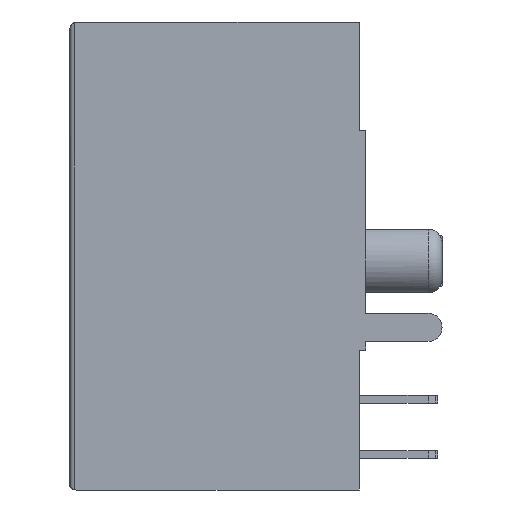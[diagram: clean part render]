
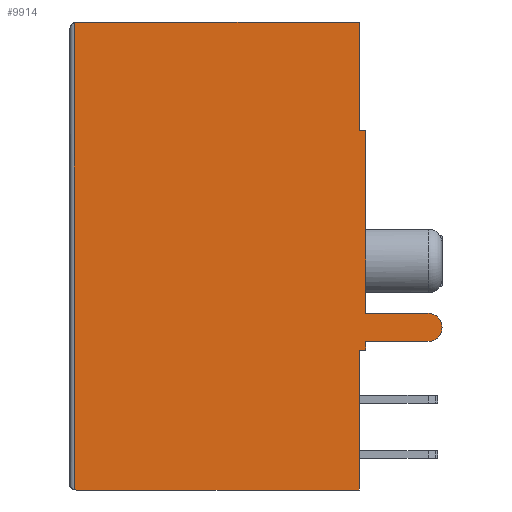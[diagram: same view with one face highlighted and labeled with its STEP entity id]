
A CAD part, left-side view. The second image highlights one B-rep face of the part: STEP entity #9914.
In plain terms, the highlighted planar face has unit normal (-1, 0, 0).
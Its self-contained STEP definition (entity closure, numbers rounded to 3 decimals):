
#28 = VERTEX_POINT ( 'NONE', #344 ) ;
#97 = ORIENTED_EDGE ( 'NONE', *, *, #7022, .F. ) ;
#101 = ORIENTED_EDGE ( 'NONE', *, *, #9445, .F. ) ;
#241 = ORIENTED_EDGE ( 'NONE', *, *, #2503, .F. ) ;
#271 = CARTESIAN_POINT ( 'NONE',  ( -8., 13.25, -0.35 ) ) ;
#299 = LINE ( 'NONE', #4023, #9792 ) ;
#344 = CARTESIAN_POINT ( 'NONE',  ( -8., 0., -14.68 ) ) ;
#358 = DIRECTION ( 'NONE',  ( 0., 0., -1. ) ) ;
#377 = AXIS2_PLACEMENT_3D ( 'NONE', #1134, #4292, #1909 ) ;
#382 = LINE ( 'NONE', #6162, #4948 ) ;
#494 = DIRECTION ( 'NONE',  ( 1., 0., 0. ) ) ;
#509 = LINE ( 'NONE', #6970, #2727 ) ;
#533 = AXIS2_PLACEMENT_3D ( 'NONE', #7733, #9359, #6920 ) ;
#572 = DIRECTION ( 'NONE',  ( 0., 1., 0. ) ) ;
#1134 = CARTESIAN_POINT ( 'NONE',  ( -8., 13.29, -21.15 ) ) ;
#1156 = EDGE_CURVE ( 'E2772', #8005, #9547, #509, .T. ) ;
#1214 = EDGE_CURVE ( 'E2746', #3483, #7073, #382, .T. ) ;
#1370 = CARTESIAN_POINT ( 'NONE',  ( -8., 13.399, -14.68 ) ) ;
#1448 = ORIENTED_EDGE ( 'NONE', *, *, #7546, .F. ) ;
#1509 = LINE ( 'NONE', #6637, #9526 ) ;
#1617 = EDGE_CURVE ( 'E2832', #9936, #28, #6712, .T. ) ;
#1685 = CIRCLE ( 'NONE', #377, 0.35 ) ;
#1751 = LINE ( 'NONE', #2251, #7567 ) ;
#1782 = ORIENTED_EDGE ( 'NONE', *, *, #10093, .F. ) ;
#1831 = DIRECTION ( 'NONE',  ( 0., -1., 0. ) ) ;
#1909 = DIRECTION ( 'NONE',  ( 0., 0., 1. ) ) ;
#2251 = CARTESIAN_POINT ( 'NONE',  ( -8., 13.399, 0. ) ) ;
#2441 = VERTEX_POINT ( 'NONE', #10103 ) ;
#2503 = EDGE_CURVE ( 'E66', #7195, #2441, #3028, .T. ) ;
#2551 = CARTESIAN_POINT ( 'NONE',  ( -8., 0.3, 0. ) ) ;
#2727 = VECTOR ( 'NONE', #9268, 1000. ) ;
#2767 = EDGE_LOOP ( 'NONE', ( #7669, #3123, #7887, #97, #101, #5384, #1782, #7108, #241, #6243, #7388, #4352, #1448, #6755 ) ) ;
#2868 = EDGE_CURVE ( 'E2382', #9079, #6917, #1751, .T. ) ;
#2888 = VERTEX_POINT ( 'NONE', #3809 ) ;
#3009 = LINE ( 'NONE', #9795, #3364 ) ;
#3028 = LINE ( 'NONE', #9311, #4246 ) ;
#3123 = ORIENTED_EDGE ( 'NONE', *, *, #1156, .T. ) ;
#3364 = VECTOR ( 'NONE', #358, 1000. ) ;
#3397 = DIRECTION ( 'NONE',  ( 0., 0., 1. ) ) ;
#3483 = VERTEX_POINT ( 'NONE', #7528 ) ;
#3809 = CARTESIAN_POINT ( 'NONE',  ( -8., 0.3, -15.08 ) ) ;
#3952 = DIRECTION ( 'NONE',  ( 0., 1., 0. ) ) ;
#4012 = CARTESIAN_POINT ( 'NONE',  ( -8., -2.85, -13.38 ) ) ;
#4022 = EDGE_CURVE ( 'E2787', #2888, #9547, #6672, .T. ) ;
#4023 = CARTESIAN_POINT ( 'NONE',  ( -8., 13.399, -15.08 ) ) ;
#4246 = VECTOR ( 'NONE', #7804, 1000. ) ;
#4292 = DIRECTION ( 'NONE',  ( 1., 0., 0. ) ) ;
#4352 = ORIENTED_EDGE ( 'NONE', *, *, #2868, .T. ) ;
#4449 = VECTOR ( 'NONE', #7251, 1000. ) ;
#4453 = CARTESIAN_POINT ( 'NONE',  ( -8., 0., -15.08 ) ) ;
#4572 = VECTOR ( 'NONE', #9839, 1000. ) ;
#4800 = CIRCLE ( 'NONE', #4870, 0.35 ) ;
#4819 = LINE ( 'NONE', #9157, #4449 ) ;
#4870 = AXIS2_PLACEMENT_3D ( 'NONE', #271, #494, #8170 ) ;
#4948 = VECTOR ( 'NONE', #7876, 1000. ) ;
#5054 = CARTESIAN_POINT ( 'NONE',  ( -8., -2.85, -14.68 ) ) ;
#5082 = EDGE_CURVE ( 'E2907', #9079, #10104, #3009, .T. ) ;
#5384 = ORIENTED_EDGE ( 'NONE', *, *, #1617, .F. ) ;
#5568 = CIRCLE ( 'NONE', #533, 0.65 ) ;
#5848 = CARTESIAN_POINT ( 'NONE',  ( -8., 0., -4.98 ) ) ;
#5889 = CARTESIAN_POINT ( 'NONE',  ( -8., 0.3, -21.9 ) ) ;
#5940 = EDGE_CURVE ( 'E2892', #10104, #7195, #1509, .T. ) ;
#6090 = CARTESIAN_POINT ( 'NONE',  ( -8., 0., -21.9 ) ) ;
#6162 = CARTESIAN_POINT ( 'NONE',  ( -8., 13.399, -21.9 ) ) ;
#6243 = ORIENTED_EDGE ( 'NONE', *, *, #5940, .F. ) ;
#6637 = CARTESIAN_POINT ( 'NONE',  ( -8., 13.399, -4.98 ) ) ;
#6672 = LINE ( 'NONE', #5889, #4572 ) ;
#6712 = LINE ( 'NONE', #1370, #9324 ) ;
#6755 = ORIENTED_EDGE ( 'NONE', *, *, #1214, .F. ) ;
#6841 = VECTOR ( 'NONE', #8512, 1000. ) ;
#6917 = VERTEX_POINT ( 'NONE', #8549 ) ;
#6920 = DIRECTION ( 'NONE',  ( 0., 0., 1. ) ) ;
#6969 = CARTESIAN_POINT ( 'NONE',  ( -8., 0.3, -21.5 ) ) ;
#6970 = CARTESIAN_POINT ( 'NONE',  ( -8., 13.399, -21.5 ) ) ;
#7022 = EDGE_CURVE ( 'E2802', #9485, #2888, #299, .T. ) ;
#7073 = VERTEX_POINT ( 'NONE', #9669 ) ;
#7108 = ORIENTED_EDGE ( 'NONE', *, *, #10177, .F. ) ;
#7195 = VERTEX_POINT ( 'NONE', #5848 ) ;
#7251 = DIRECTION ( 'NONE',  ( 0., -1., 0. ) ) ;
#7327 = AXIS2_PLACEMENT_3D ( 'NONE', #9696, #8948, #3397 ) ;
#7388 = ORIENTED_EDGE ( 'NONE', *, *, #5082, .F. ) ;
#7392 = PLANE ( 'NONE',  #7327 ) ;
#7528 = CARTESIAN_POINT ( 'NONE',  ( -8., 13.399, -21.483 ) ) ;
#7546 = EDGE_CURVE ( 'E2937', #7073, #6917, #4800, .T. ) ;
#7567 = VECTOR ( 'NONE', #572, 1000. ) ;
#7669 = ORIENTED_EDGE ( 'NONE', *, *, #8116, .F. ) ;
#7674 = FACE_OUTER_BOUND ( 'NONE', #2767, .T. ) ;
#7678 = DIRECTION ( 'NONE',  ( 0., 1., 0. ) ) ;
#7733 = CARTESIAN_POINT ( 'NONE',  ( -8., -2.85, -14.03 ) ) ;
#7804 = DIRECTION ( 'NONE',  ( 0., 0., -1. ) ) ;
#7876 = DIRECTION ( 'NONE',  ( 0., 0., 1. ) ) ;
#7887 = ORIENTED_EDGE ( 'NONE', *, *, #4022, .F. ) ;
#8005 = VERTEX_POINT ( 'NONE', #9508 ) ;
#8116 = EDGE_CURVE ( 'E2757', #8005, #3483, #1685, .T. ) ;
#8170 = DIRECTION ( 'NONE',  ( 0., 0., 1. ) ) ;
#8512 = DIRECTION ( 'NONE',  ( 0., 0., -1. ) ) ;
#8529 = CARTESIAN_POINT ( 'NONE',  ( -8., 0.3, -4.98 ) ) ;
#8549 = CARTESIAN_POINT ( 'NONE',  ( -8., 13.25, 0. ) ) ;
#8685 = LINE ( 'NONE', #6090, #6841 ) ;
#8948 = DIRECTION ( 'NONE',  ( -1., 0., 0. ) ) ;
#9079 = VERTEX_POINT ( 'NONE', #2551 ) ;
#9157 = CARTESIAN_POINT ( 'NONE',  ( -8., 13.399, -13.38 ) ) ;
#9268 = DIRECTION ( 'NONE',  ( 0., -1., 0. ) ) ;
#9311 = CARTESIAN_POINT ( 'NONE',  ( -8., 0., -21.9 ) ) ;
#9324 = VECTOR ( 'NONE', #7678, 1000. ) ;
#9359 = DIRECTION ( 'NONE',  ( 1., 0., 0. ) ) ;
#9445 = EDGE_CURVE ( 'E2817', #28, #9485, #8685, .T. ) ;
#9485 = VERTEX_POINT ( 'NONE', #4453 ) ;
#9508 = CARTESIAN_POINT ( 'NONE',  ( -8., 13.29, -21.5 ) ) ;
#9526 = VECTOR ( 'NONE', #1831, 1000. ) ;
#9547 = VERTEX_POINT ( 'NONE', #6969 ) ;
#9669 = CARTESIAN_POINT ( 'NONE',  ( -8., 13.399, -0.033 ) ) ;
#9696 = CARTESIAN_POINT ( 'NONE',  ( -8., 13.399, -21.9 ) ) ;
#9787 = VERTEX_POINT ( 'NONE', #4012 ) ;
#9792 = VECTOR ( 'NONE', #3952, 1000. ) ;
#9795 = CARTESIAN_POINT ( 'NONE',  ( -8., 0.3, -21.9 ) ) ;
#9839 = DIRECTION ( 'NONE',  ( 0., 0., -1. ) ) ;
#9914 = ADVANCED_FACE ( 'E2756', ( #7674 ), #7392, .T. ) ;
#9936 = VERTEX_POINT ( 'NONE', #5054 ) ;
#10093 = EDGE_CURVE ( 'E2847', #9787, #9936, #5568, .T. ) ;
#10103 = CARTESIAN_POINT ( 'NONE',  ( -8., 0., -13.38 ) ) ;
#10104 = VERTEX_POINT ( 'NONE', #8529 ) ;
#10177 = EDGE_CURVE ( 'E2862', #2441, #9787, #4819, .T. ) ;
